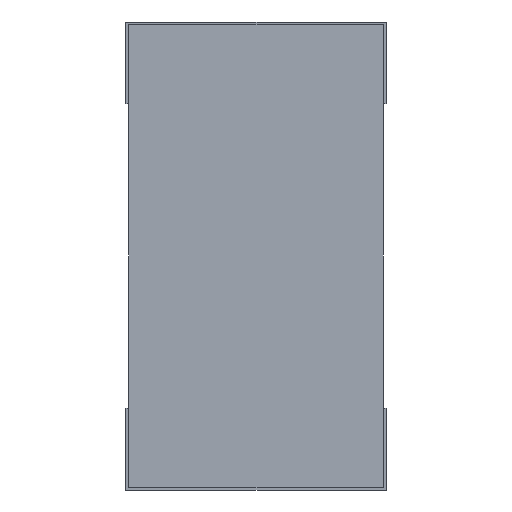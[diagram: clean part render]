
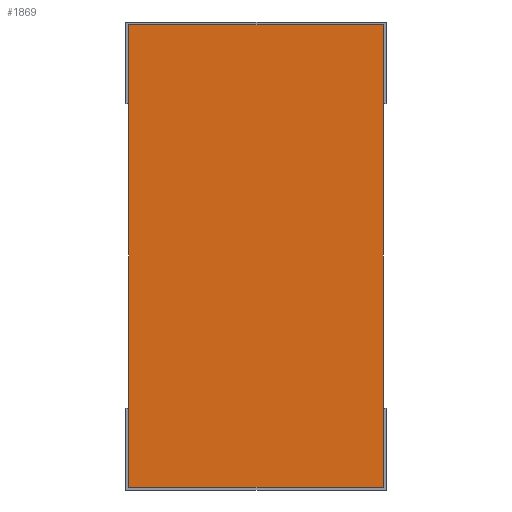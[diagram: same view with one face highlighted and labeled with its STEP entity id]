
A CAD part, left-side view. The second image highlights one B-rep face of the part: STEP entity #1869.
In plain terms, the highlighted planar face has unit normal (-1, 0, 0).
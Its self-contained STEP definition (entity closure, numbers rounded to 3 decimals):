
#6 = ORIENTED_EDGE ( 'NONE', *, *, #301, .T. ) ;
#51 = EDGE_CURVE ( 'NONE', #790, #1681, #149, .T. ) ;
#149 = LINE ( 'NONE', #1045, #2124 ) ;
#153 = VECTOR ( 'NONE', #2313, 1000. ) ;
#193 = ORIENTED_EDGE ( 'NONE', *, *, #722, .F. ) ;
#301 = EDGE_CURVE ( 'NONE', #1476, #2257, #1715, .T. ) ;
#315 = CARTESIAN_POINT ( 'NONE',  ( -1.6, 0.87, 0.79 ) ) ;
#407 = DIRECTION ( 'NONE',  ( 1., 0., 0. ) ) ;
#426 = ORIENTED_EDGE ( 'NONE', *, *, #1941, .T. ) ;
#429 = DIRECTION ( 'NONE',  ( 0., 0., 1. ) ) ;
#497 = VECTOR ( 'NONE', #429, 1000. ) ;
#506 = CARTESIAN_POINT ( 'NONE',  ( -1.6, 0.87, 0.79 ) ) ;
#722 = EDGE_CURVE ( 'NONE', #1476, #790, #1380, .T. ) ;
#790 = VERTEX_POINT ( 'NONE', #315 ) ;
#924 = PLANE ( 'NONE',  #1706 ) ;
#1045 = CARTESIAN_POINT ( 'NONE',  ( -1.6, 0.87, 0.79 ) ) ;
#1200 = CARTESIAN_POINT ( 'NONE',  ( -1.6, 0.87, -0.79 ) ) ;
#1229 = DIRECTION ( 'NONE',  ( 0., 0., 1. ) ) ;
#1380 = LINE ( 'NONE', #506, #1813 ) ;
#1476 = VERTEX_POINT ( 'NONE', #2333 ) ;
#1572 = DIRECTION ( 'NONE',  ( 0., -1., 0. ) ) ;
#1660 = CARTESIAN_POINT ( 'NONE',  ( -1.6, 0.87, 0.79 ) ) ;
#1681 = VERTEX_POINT ( 'NONE', #1962 ) ;
#1706 = AXIS2_PLACEMENT_3D ( 'NONE', #1660, #407, #1851 ) ;
#1715 = LINE ( 'NONE', #1200, #153 ) ;
#1813 = VECTOR ( 'NONE', #1229, 1000. ) ;
#1851 = DIRECTION ( 'NONE',  ( 0., 0., -1. ) ) ;
#1869 = ADVANCED_FACE ( 'NONE', ( #2242 ), #924, .F. ) ;
#1874 = LINE ( 'NONE', #2092, #497 ) ;
#1941 = EDGE_CURVE ( 'NONE', #2257, #1681, #1874, .T. ) ;
#1943 = ORIENTED_EDGE ( 'NONE', *, *, #51, .F. ) ;
#1962 = CARTESIAN_POINT ( 'NONE',  ( -1.6, 0., 0.79 ) ) ;
#2092 = CARTESIAN_POINT ( 'NONE',  ( -1.6, 0., 0.79 ) ) ;
#2124 = VECTOR ( 'NONE', #1572, 1000. ) ;
#2176 = EDGE_LOOP ( 'NONE', ( #426, #1943, #193, #6 ) ) ;
#2242 = FACE_OUTER_BOUND ( 'NONE', #2176, .T. ) ;
#2253 = CARTESIAN_POINT ( 'NONE',  ( -1.6, 0., -0.79 ) ) ;
#2257 = VERTEX_POINT ( 'NONE', #2253 ) ;
#2313 = DIRECTION ( 'NONE',  ( 0., -1., 0. ) ) ;
#2333 = CARTESIAN_POINT ( 'NONE',  ( -1.6, 0.87, -0.79 ) ) ;
